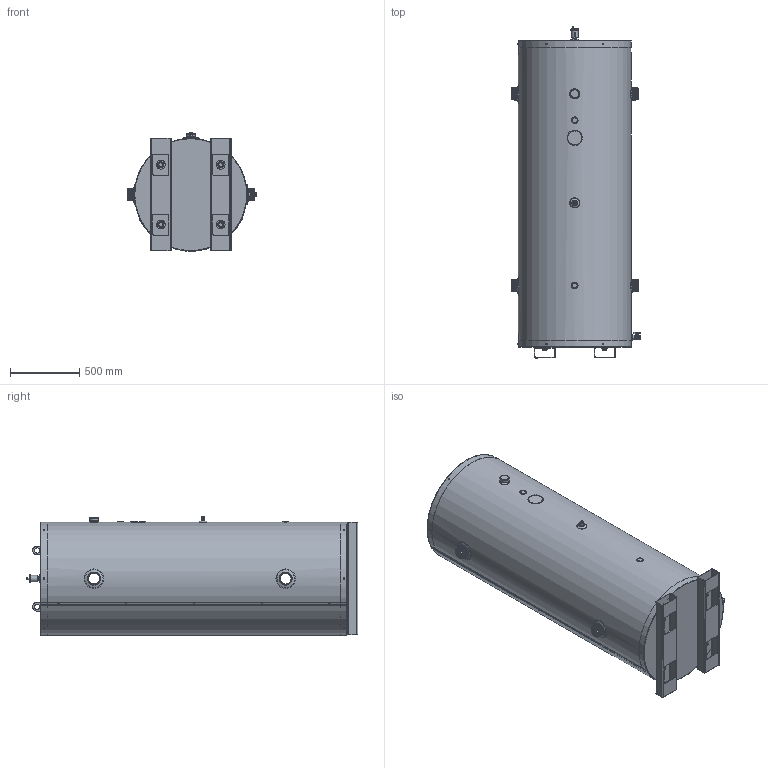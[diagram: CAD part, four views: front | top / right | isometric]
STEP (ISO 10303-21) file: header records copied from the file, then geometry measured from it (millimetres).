
FILE_DESCRIPTION (( 'STEP AP214' ), '1' );
FILE_NAME ('BUFFMAX 200G ASME.STEP', '2017-07-13T20:24:24', ( '' ), ( '' ), 'SwSTEP 2.0', 'SolidWorks 2017', '' );
FILE_SCHEMA (( 'AUTOMOTIVE_DESIGN' ));
Length unit declared in the file: inch
Products named in the file (1): BUFFMAX 200G ASME
Bounding box: 937.58 x 2396.81 x 853.55 mm (x, y, z)
Volume: 11222718.9 mm3; surface area: 16206906.5 mm2
Topology: 62 solids, 62 shells, 2334 faces, 5242 edges, 3101 vertices
Faces by surface type: plane 795, cone 781, cylinder 574, bspline 108, torus 63, sphere 13
Full cylindrical faces by diameter (mm): 3.566 x242, 4.826 x22, 5.105 x12, 9.474 x22, 11.112 x1, 11.113 x1, 12.065 x1, 12.7 x1, 13.97 x1, 14.097 x1, 14.287 x1, 15.037 x1, 18.859 x2, 19.05 x81, 20.625 x4, 21.336 x1, 21.59 x2, 22.035 x2, 23.012 x2, 25.4 x4, 31.75 x4, 33.655 x1, 35.56 x2, 38.1 x5, 44.45 x4, 46.99 x1, 47.625 x2, 55.245 x1, 57.785 x1, 60.325 x1
Entity records: 134316 total; most frequent: CARTESIAN_POINT 56705, DIRECTION 9642, ORIENTED_EDGE 7914, EDGE_CURVE 3957, AXIS2_PLACEMENT_3D 3927, EDGE_LOOP 3754, VERTEX_POINT 3035, FACE_OUTER_BOUND 2853
